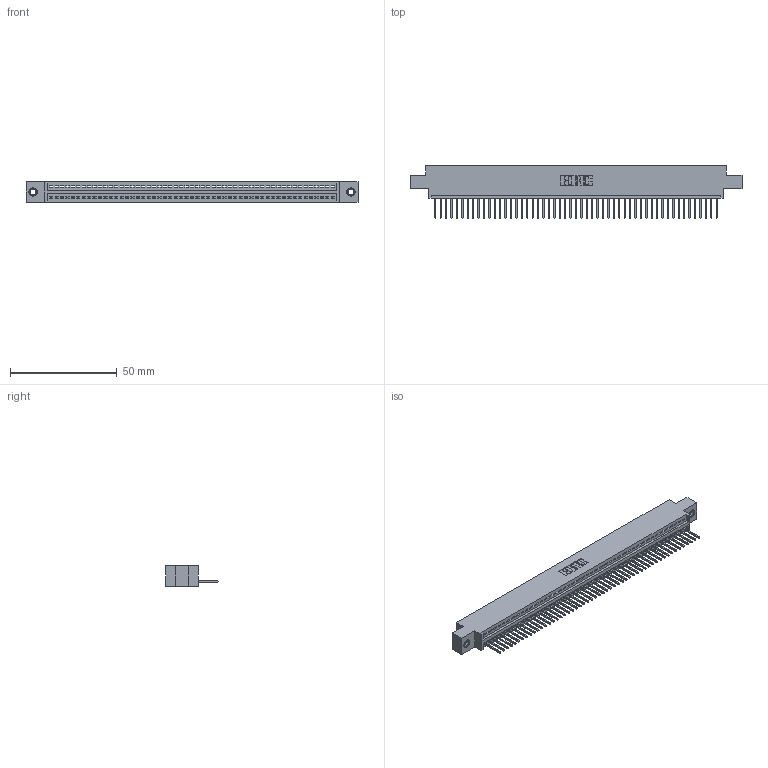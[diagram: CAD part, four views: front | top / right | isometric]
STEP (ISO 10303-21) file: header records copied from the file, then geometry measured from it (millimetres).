
FILE_DESCRIPTION (( 'STEP AP203' ), '1' );
FILE_NAME ('395-053-523-607.STEP', '2018-11-21T03:33:29', ( '' ), ( '' ), 'SwSTEP 2.0', 'SolidWorks 2016', '' );
FILE_SCHEMA (( 'CONFIG_CONTROL_DESIGN' ));
Length unit declared in the file: inch
Products named in the file (4): 345-292-001_345-293-123; 395-053-523-607; 345 Part_0.170 Offset - 0.156 Dia-TI; 345-250-001_345-250-005-103
Assembly tree (56 placements, depth 2):
  395-053-523-607
    345 Part_0.170 Offset - 0.156 Dia-TI
    345-292-001_345-293-123  x53
    345-250-001_345-250-005-103  x2
Bounding box: 155.83 x 24.82 x 9.4 mm (x, y, z)
Volume: 14743.5 mm3; surface area: 19959.1 mm2
Topology: 56 solids, 56 shells, 3264 faces, 9817 edges, 6466 vertices
Faces by surface type: plane 2236, cylinder 1012, cone 12, torus 4
Entity records: 39744 total; most frequent: CARTESIAN_POINT 6866, ORIENTED_EDGE 6846, DIRECTION 6007, EDGE_CURVE 3423, VECTOR 3059, LINE 3059, VERTEX_POINT 2276, AXIS2_PLACEMENT_3D 1474
